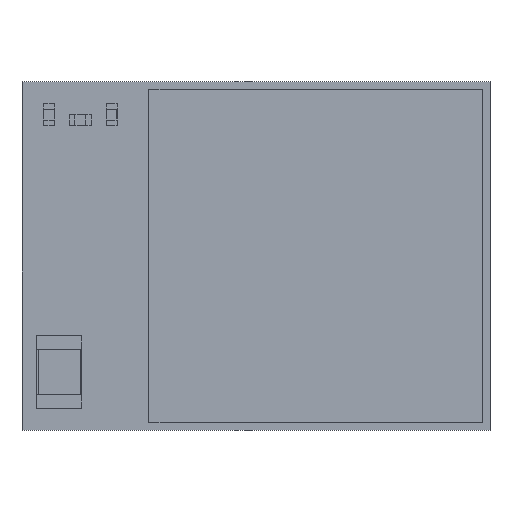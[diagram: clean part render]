
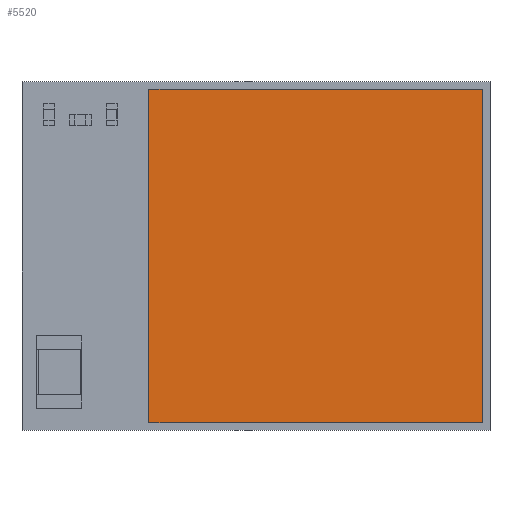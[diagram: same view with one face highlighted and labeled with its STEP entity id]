
A CAD part, top view. The second image highlights one B-rep face of the part: STEP entity #5520.
In plain terms, the highlighted planar face has unit normal (0, 0, 1).
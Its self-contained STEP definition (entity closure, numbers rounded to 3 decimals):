
#1263 = PLANE('',#1264);
#1264 = AXIS2_PLACEMENT_3D('',#1265,#1266,#1267);
#1265 = CARTESIAN_POINT('',(6.25,-4.6,0.4));
#1266 = DIRECTION('',(0.,-1.,0.));
#1267 = DIRECTION('',(-1.,0.,0.));
#1291 = PLANE('',#1292);
#1292 = AXIS2_PLACEMENT_3D('',#1293,#1294,#1295);
#1293 = CARTESIAN_POINT('',(-2.95,-4.6,0.4));
#1294 = DIRECTION('',(-1.,0.,0.));
#1295 = DIRECTION('',(0.,1.,0.));
#1319 = PLANE('',#1320);
#1320 = AXIS2_PLACEMENT_3D('',#1321,#1322,#1323);
#1321 = CARTESIAN_POINT('',(-2.95,4.6,0.4));
#1322 = DIRECTION('',(0.,1.,0.));
#1323 = DIRECTION('',(1.,0.,0.));
#1345 = PLANE('',#1346);
#1346 = AXIS2_PLACEMENT_3D('',#1347,#1348,#1349);
#1347 = CARTESIAN_POINT('',(6.25,4.6,0.4));
#1348 = DIRECTION('',(1.,0.,0.));
#1349 = DIRECTION('',(0.,-1.,0.));
#3856 = VERTEX_POINT('',#3857);
#3857 = CARTESIAN_POINT('',(6.25,-4.6,2.));
#3878 = EDGE_CURVE('',#3856,#3879,#3881,.T.);
#3879 = VERTEX_POINT('',#3880);
#3880 = CARTESIAN_POINT('',(-2.95,-4.6,2.));
#3881 = SURFACE_CURVE('',#3882,(#3886,#3893),.PCURVE_S1.);
#3882 = LINE('',#3883,#3884);
#3883 = CARTESIAN_POINT('',(6.25,-4.6,2.));
#3884 = VECTOR('',#3885,1.);
#3885 = DIRECTION('',(-1.,0.,0.));
#3886 = PCURVE('',#1263,#3887);
#3887 = DEFINITIONAL_REPRESENTATION('',(#3888),#3892);
#3888 = LINE('',#3889,#3890);
#3889 = CARTESIAN_POINT('',(0.,-1.6));
#3890 = VECTOR('',#3891,1.);
#3891 = DIRECTION('',(1.,0.));
#3892 = ( GEOMETRIC_REPRESENTATION_CONTEXT(2) 
PARAMETRIC_REPRESENTATION_CONTEXT() REPRESENTATION_CONTEXT('2D SPACE',''
  ) );
#3893 = PCURVE('',#3894,#3899);
#3894 = PLANE('',#3895);
#3895 = AXIS2_PLACEMENT_3D('',#3896,#3897,#3898);
#3896 = CARTESIAN_POINT('',(-2.95,4.6,2.));
#3897 = DIRECTION('',(0.,0.,1.));
#3898 = DIRECTION('',(1.,0.,0.));
#3899 = DEFINITIONAL_REPRESENTATION('',(#3900),#3904);
#3900 = LINE('',#3901,#3902);
#3901 = CARTESIAN_POINT('',(9.2,-9.2));
#3902 = VECTOR('',#3903,1.);
#3903 = DIRECTION('',(-1.,0.));
#3904 = ( GEOMETRIC_REPRESENTATION_CONTEXT(2) 
PARAMETRIC_REPRESENTATION_CONTEXT() REPRESENTATION_CONTEXT('2D SPACE',''
  ) );
#3932 = VERTEX_POINT('',#3933);
#3933 = CARTESIAN_POINT('',(6.25,4.6,2.));
#3954 = EDGE_CURVE('',#3932,#3856,#3955,.T.);
#3955 = SURFACE_CURVE('',#3956,(#3960,#3967),.PCURVE_S1.);
#3956 = LINE('',#3957,#3958);
#3957 = CARTESIAN_POINT('',(6.25,4.6,2.));
#3958 = VECTOR('',#3959,1.);
#3959 = DIRECTION('',(0.,-1.,0.));
#3960 = PCURVE('',#1345,#3961);
#3961 = DEFINITIONAL_REPRESENTATION('',(#3962),#3966);
#3962 = LINE('',#3963,#3964);
#3963 = CARTESIAN_POINT('',(0.,-1.6));
#3964 = VECTOR('',#3965,1.);
#3965 = DIRECTION('',(1.,0.));
#3966 = ( GEOMETRIC_REPRESENTATION_CONTEXT(2) 
PARAMETRIC_REPRESENTATION_CONTEXT() REPRESENTATION_CONTEXT('2D SPACE',''
  ) );
#3967 = PCURVE('',#3894,#3968);
#3968 = DEFINITIONAL_REPRESENTATION('',(#3969),#3973);
#3969 = LINE('',#3970,#3971);
#3970 = CARTESIAN_POINT('',(9.2,0.));
#3971 = VECTOR('',#3972,1.);
#3972 = DIRECTION('',(0.,-1.));
#3973 = ( GEOMETRIC_REPRESENTATION_CONTEXT(2) 
PARAMETRIC_REPRESENTATION_CONTEXT() REPRESENTATION_CONTEXT('2D SPACE',''
  ) );
#3981 = EDGE_CURVE('',#3879,#3982,#3984,.T.);
#3982 = VERTEX_POINT('',#3983);
#3983 = CARTESIAN_POINT('',(-2.95,4.6,2.));
#3984 = SURFACE_CURVE('',#3985,(#3989,#3996),.PCURVE_S1.);
#3985 = LINE('',#3986,#3987);
#3986 = CARTESIAN_POINT('',(-2.95,-4.6,2.));
#3987 = VECTOR('',#3988,1.);
#3988 = DIRECTION('',(0.,1.,0.));
#3989 = PCURVE('',#1291,#3990);
#3990 = DEFINITIONAL_REPRESENTATION('',(#3991),#3995);
#3991 = LINE('',#3992,#3993);
#3992 = CARTESIAN_POINT('',(0.,-1.6));
#3993 = VECTOR('',#3994,1.);
#3994 = DIRECTION('',(1.,0.));
#3995 = ( GEOMETRIC_REPRESENTATION_CONTEXT(2) 
PARAMETRIC_REPRESENTATION_CONTEXT() REPRESENTATION_CONTEXT('2D SPACE',''
  ) );
#3996 = PCURVE('',#3894,#3997);
#3997 = DEFINITIONAL_REPRESENTATION('',(#3998),#4002);
#3998 = LINE('',#3999,#4000);
#3999 = CARTESIAN_POINT('',(0.,-9.2));
#4000 = VECTOR('',#4001,1.);
#4001 = DIRECTION('',(0.,1.));
#4002 = ( GEOMETRIC_REPRESENTATION_CONTEXT(2) 
PARAMETRIC_REPRESENTATION_CONTEXT() REPRESENTATION_CONTEXT('2D SPACE',''
  ) );
#4030 = EDGE_CURVE('',#3982,#3932,#4031,.T.);
#4031 = SURFACE_CURVE('',#4032,(#4036,#4043),.PCURVE_S1.);
#4032 = LINE('',#4033,#4034);
#4033 = CARTESIAN_POINT('',(-2.95,4.6,2.));
#4034 = VECTOR('',#4035,1.);
#4035 = DIRECTION('',(1.,0.,0.));
#4036 = PCURVE('',#1319,#4037);
#4037 = DEFINITIONAL_REPRESENTATION('',(#4038),#4042);
#4038 = LINE('',#4039,#4040);
#4039 = CARTESIAN_POINT('',(0.,-1.6));
#4040 = VECTOR('',#4041,1.);
#4041 = DIRECTION('',(1.,0.));
#4042 = ( GEOMETRIC_REPRESENTATION_CONTEXT(2) 
PARAMETRIC_REPRESENTATION_CONTEXT() REPRESENTATION_CONTEXT('2D SPACE',''
  ) );
#4043 = PCURVE('',#3894,#4044);
#4044 = DEFINITIONAL_REPRESENTATION('',(#4045),#4049);
#4045 = LINE('',#4046,#4047);
#4046 = CARTESIAN_POINT('',(0.,0.));
#4047 = VECTOR('',#4048,1.);
#4048 = DIRECTION('',(1.,0.));
#4049 = ( GEOMETRIC_REPRESENTATION_CONTEXT(2) 
PARAMETRIC_REPRESENTATION_CONTEXT() REPRESENTATION_CONTEXT('2D SPACE',''
  ) );
#5520 = ADVANCED_FACE('',(#5521),#3894,.T.);
#5521 = FACE_BOUND('',#5522,.F.);
#5522 = EDGE_LOOP('',(#5523,#5524,#5525,#5526));
#5523 = ORIENTED_EDGE('',*,*,#4030,.T.);
#5524 = ORIENTED_EDGE('',*,*,#3954,.T.);
#5525 = ORIENTED_EDGE('',*,*,#3878,.T.);
#5526 = ORIENTED_EDGE('',*,*,#3981,.T.);
